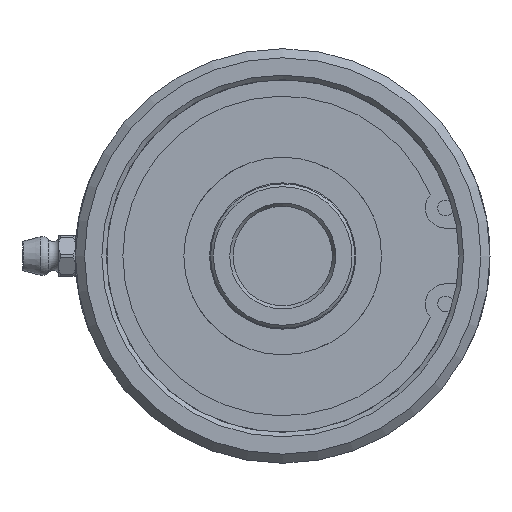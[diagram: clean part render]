
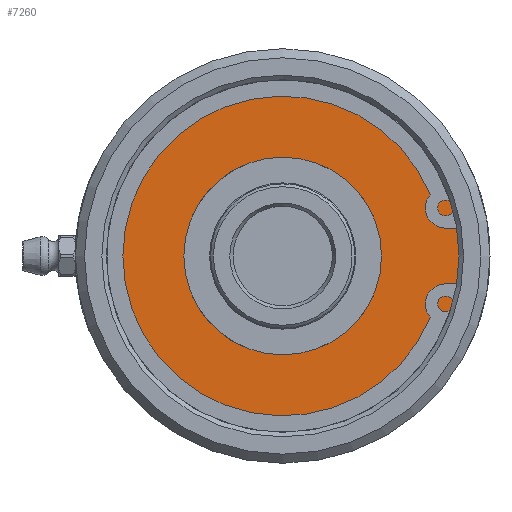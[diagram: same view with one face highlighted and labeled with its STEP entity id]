
A CAD part, left-side view. The second image highlights one B-rep face of the part: STEP entity #7260.
In plain terms, the highlighted planar face has unit normal (-1, 0, 0).
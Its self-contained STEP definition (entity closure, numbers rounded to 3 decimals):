
#170=FACE_BOUND('',#1954,.T.);
#1056=CIRCLE('',#7722,15.1);
#1057=CIRCLE('',#7723,15.1);
#1067=CIRCLE('',#7741,33.45);
#1068=CIRCLE('',#7742,33.45);
#1512=FACE_OUTER_BOUND('',#1953,.T.);
#1953=EDGE_LOOP('',(#6264,#6265));
#1954=EDGE_LOOP('',(#6266,#6267));
#3344=VERTEX_POINT('',#17298);
#3345=VERTEX_POINT('',#17299);
#3358=VERTEX_POINT('',#17389);
#3359=VERTEX_POINT('',#17390);
#4343=EDGE_CURVE('',#3344,#3345,#1056,.T.);
#4344=EDGE_CURVE('',#3345,#3344,#1057,.T.);
#4363=EDGE_CURVE('',#3358,#3359,#1067,.T.);
#4364=EDGE_CURVE('',#3359,#3358,#1068,.T.);
#6264=ORIENTED_EDGE('',*,*,#4363,.F.);
#6265=ORIENTED_EDGE('',*,*,#4364,.F.);
#6266=ORIENTED_EDGE('',*,*,#4343,.T.);
#6267=ORIENTED_EDGE('',*,*,#4344,.T.);
#6917=PLANE('',#7740);
#7260=ADVANCED_FACE('',(#1512,#170),#6917,.T.);
#7722=AXIS2_PLACEMENT_3D('',#17300,#8960,#8961);
#7723=AXIS2_PLACEMENT_3D('',#17301,#8962,#8963);
#7740=AXIS2_PLACEMENT_3D('',#17388,#9002,#9003);
#7741=AXIS2_PLACEMENT_3D('',#17391,#9004,#9005);
#7742=AXIS2_PLACEMENT_3D('',#17392,#9006,#9007);
#8960=DIRECTION('center_axis',(1.,0.,0.));
#8961=DIRECTION('ref_axis',(0.,1.,0.));
#8962=DIRECTION('center_axis',(1.,0.,0.));
#8963=DIRECTION('ref_axis',(0.,1.,0.));
#9002=DIRECTION('center_axis',(-1.,0.,0.));
#9003=DIRECTION('ref_axis',(0.,0.,1.));
#9004=DIRECTION('center_axis',(1.,0.,0.));
#9005=DIRECTION('ref_axis',(0.,1.,0.));
#9006=DIRECTION('center_axis',(1.,0.,0.));
#9007=DIRECTION('ref_axis',(0.,1.,0.));
#17298=CARTESIAN_POINT('',(4.63,15.1,0.));
#17299=CARTESIAN_POINT('',(4.63,-15.1,0.));
#17300=CARTESIAN_POINT('Origin',(4.63,0.,0.));
#17301=CARTESIAN_POINT('Origin',(4.63,0.,0.));
#17388=CARTESIAN_POINT('Origin',(4.63,24.275,0.));
#17389=CARTESIAN_POINT('',(4.63,33.45,0.));
#17390=CARTESIAN_POINT('',(4.63,-33.45,0.));
#17391=CARTESIAN_POINT('Origin',(4.63,0.,0.));
#17392=CARTESIAN_POINT('Origin',(4.63,0.,0.));
